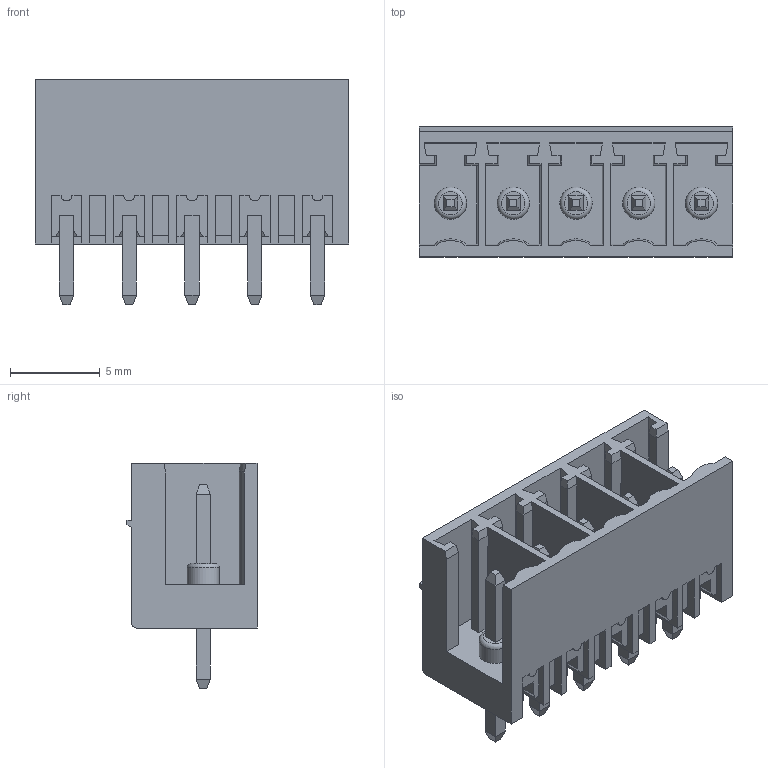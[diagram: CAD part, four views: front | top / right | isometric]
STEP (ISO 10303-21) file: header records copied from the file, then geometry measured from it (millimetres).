
FILE_DESCRIPTION(('STEP AP214'),'1');
FILE_NAME('PV05-3,5-V.stp','2018-11-29T10:28:33',(' '),(' '),'Spatial InterOp 3D',' ',' ');
FILE_SCHEMA(('AUTOMOTIVE_DESIGN { 1 0 10303 214 1 1 1 1 }'));
Length unit declared in the file: metre
Products named in the file (1): 1
Bounding box: 17.5 x 7.25 x 12.6 mm (x, y, z)
Volume: 566.7 mm3; surface area: 1506.4 mm2
Topology: 1 solids, 1 shells, 338 faces, 879 edges, 556 vertices
Faces by surface type: plane 312, cylinder 16, torus 5, cone 5
Full cylindrical faces by diameter (mm): 1.8 x5
Entity records: 12681 total; most frequent: CARTESIAN_POINT 1784, ORIENTED_EDGE 1728, DIRECTION 1574, EDGE_CURVE 864, LINE 812, VECTOR 812, VERTEX_POINT 551, AXIS2_PLACEMENT_3D 381
